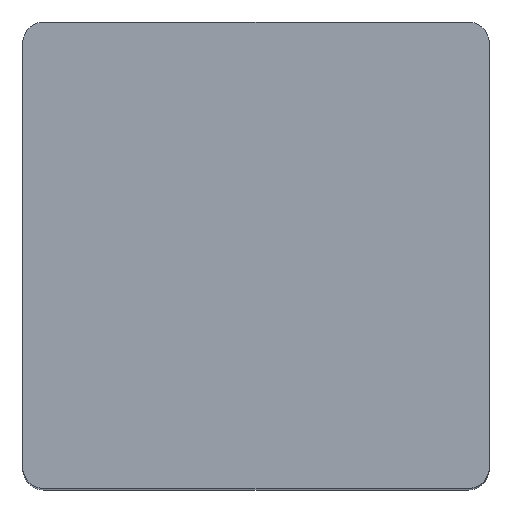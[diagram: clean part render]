
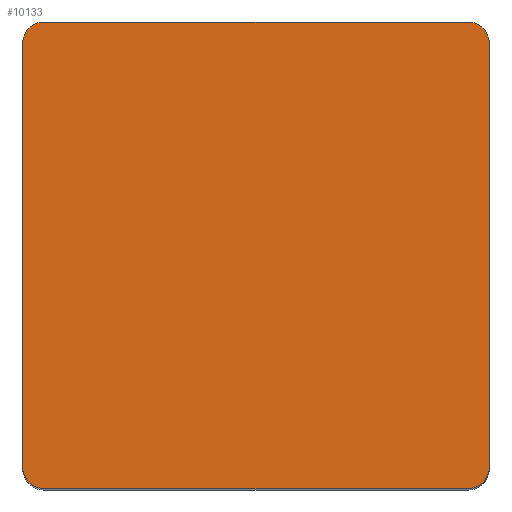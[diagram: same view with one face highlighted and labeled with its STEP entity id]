
A CAD part, top view. The second image highlights one B-rep face of the part: STEP entity #10133.
In plain terms, the highlighted face is planar.
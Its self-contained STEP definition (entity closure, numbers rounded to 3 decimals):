
#383 = LINE ( 'NONE', #9225, #10741 ) ;
#459 = VERTEX_POINT ( 'NONE', #974 ) ;
#554 = LINE ( 'NONE', #9397, #2608 ) ;
#719 = DIRECTION ( 'NONE',  ( 0., 1., 0. ) ) ;
#790 = CIRCLE ( 'NONE', #6168, 0.75 ) ;
#974 = CARTESIAN_POINT ( 'NONE',  ( 7.525, 0., 8.275 ) ) ;
#1036 = VERTEX_POINT ( 'NONE', #1918 ) ;
#1207 = CARTESIAN_POINT ( 'NONE',  ( -7.525, 0., -7.525 ) ) ;
#1250 = ORIENTED_EDGE ( 'NONE', *, *, #4983, .T. ) ;
#1322 = VERTEX_POINT ( 'NONE', #9649 ) ;
#1918 = CARTESIAN_POINT ( 'NONE',  ( -7.525, 0., 8.275 ) ) ;
#2004 = CARTESIAN_POINT ( 'NONE',  ( -7.525, 0., -7.525 ) ) ;
#2041 = ORIENTED_EDGE ( 'NONE', *, *, #7915, .T. ) ;
#2074 = ORIENTED_EDGE ( 'NONE', *, *, #11176, .T. ) ;
#2104 = ORIENTED_EDGE ( 'NONE', *, *, #5065, .T. ) ;
#2317 = AXIS2_PLACEMENT_3D ( 'NONE', #2004, #9233, #3976 ) ;
#2371 = VERTEX_POINT ( 'NONE', #5392 ) ;
#2459 = AXIS2_PLACEMENT_3D ( 'NONE', #1207, #6591, #9183 ) ;
#2465 = DIRECTION ( 'NONE',  ( -1., 0., 0. ) ) ;
#2467 = ORIENTED_EDGE ( 'NONE', *, *, #8186, .T. ) ;
#2608 = VECTOR ( 'NONE', #7609, 1000. ) ;
#3908 = DIRECTION ( 'NONE',  ( 0., 1., 0. ) ) ;
#3976 = DIRECTION ( 'NONE',  ( -1., 0., 0. ) ) ;
#4079 = CARTESIAN_POINT ( 'NONE',  ( -7.525, 0., 7.525 ) ) ;
#4359 = CIRCLE ( 'NONE', #8049, 0.75 ) ;
#4430 = CARTESIAN_POINT ( 'NONE',  ( -8.275, 0., -7.525 ) ) ;
#4445 = CIRCLE ( 'NONE', #7951, 0.75 ) ;
#4835 = DIRECTION ( 'NONE',  ( -1., 0., 0. ) ) ;
#4845 = PLANE ( 'NONE',  #2317 ) ;
#4848 = VECTOR ( 'NONE', #10446, 1000. ) ;
#4983 = EDGE_CURVE ( 'NONE', #5522, #1322, #383, .T. ) ;
#5065 = EDGE_CURVE ( 'NONE', #6807, #1036, #4445, .T. ) ;
#5111 = EDGE_LOOP ( 'NONE', ( #2041, #2467, #2104, #9896, #11255, #6543, #2074, #1250 ) ) ;
#5392 = CARTESIAN_POINT ( 'NONE',  ( 8.275, 0., 7.525 ) ) ;
#5436 = CARTESIAN_POINT ( 'NONE',  ( -8.275, 0., -7.525 ) ) ;
#5522 = VERTEX_POINT ( 'NONE', #8390 ) ;
#5822 = VERTEX_POINT ( 'NONE', #5436 ) ;
#5840 = EDGE_CURVE ( 'NONE', #2371, #10221, #10449, .T. ) ;
#5889 = DIRECTION ( 'NONE',  ( 0., 1., 0. ) ) ;
#6059 = EDGE_CURVE ( 'NONE', #1036, #459, #554, .T. ) ;
#6168 = AXIS2_PLACEMENT_3D ( 'NONE', #8538, #5889, #9454 ) ;
#6501 = VECTOR ( 'NONE', #7322, 1000. ) ;
#6543 = ORIENTED_EDGE ( 'NONE', *, *, #5840, .T. ) ;
#6591 = DIRECTION ( 'NONE',  ( 0., 1., 0. ) ) ;
#6807 = VERTEX_POINT ( 'NONE', #7161 ) ;
#7161 = CARTESIAN_POINT ( 'NONE',  ( -8.275, 0., 7.525 ) ) ;
#7322 = DIRECTION ( 'NONE',  ( 0., 0., -1. ) ) ;
#7609 = DIRECTION ( 'NONE',  ( 1., 0., 0. ) ) ;
#7915 = EDGE_CURVE ( 'NONE', #1322, #5822, #9279, .T. ) ;
#7951 = AXIS2_PLACEMENT_3D ( 'NONE', #4079, #719, #2465 ) ;
#8049 = AXIS2_PLACEMENT_3D ( 'NONE', #9224, #3908, #4835 ) ;
#8186 = EDGE_CURVE ( 'NONE', #5822, #6807, #11417, .T. ) ;
#8193 = DIRECTION ( 'NONE',  ( -1., 0., 0. ) ) ;
#8254 = CARTESIAN_POINT ( 'NONE',  ( 8.275, 0., 7.525 ) ) ;
#8317 = FACE_OUTER_BOUND ( 'NONE', #5111, .T. ) ;
#8390 = CARTESIAN_POINT ( 'NONE',  ( 7.525, 0., -8.275 ) ) ;
#8451 = EDGE_CURVE ( 'NONE', #459, #2371, #790, .T. ) ;
#8538 = CARTESIAN_POINT ( 'NONE',  ( 7.525, 0., 7.525 ) ) ;
#9183 = DIRECTION ( 'NONE',  ( -1., 0., 0. ) ) ;
#9224 = CARTESIAN_POINT ( 'NONE',  ( 7.525, 0., -7.525 ) ) ;
#9225 = CARTESIAN_POINT ( 'NONE',  ( 7.525, 0., -8.275 ) ) ;
#9233 = DIRECTION ( 'NONE',  ( 0., 1., 0. ) ) ;
#9279 = CIRCLE ( 'NONE', #2459, 0.75 ) ;
#9397 = CARTESIAN_POINT ( 'NONE',  ( -7.525, 0., 8.275 ) ) ;
#9454 = DIRECTION ( 'NONE',  ( -1., 0., 0. ) ) ;
#9649 = CARTESIAN_POINT ( 'NONE',  ( -7.525, 0., -8.275 ) ) ;
#9896 = ORIENTED_EDGE ( 'NONE', *, *, #6059, .T. ) ;
#10040 = CARTESIAN_POINT ( 'NONE',  ( 8.275, 0., -7.525 ) ) ;
#10133 = ADVANCED_FACE ( 'NONE', ( #8317 ), #4845, .T. ) ;
#10221 = VERTEX_POINT ( 'NONE', #10040 ) ;
#10446 = DIRECTION ( 'NONE',  ( 0., 0., 1. ) ) ;
#10449 = LINE ( 'NONE', #8254, #6501 ) ;
#10741 = VECTOR ( 'NONE', #8193, 1000. ) ;
#11176 = EDGE_CURVE ( 'NONE', #10221, #5522, #4359, .T. ) ;
#11255 = ORIENTED_EDGE ( 'NONE', *, *, #8451, .T. ) ;
#11417 = LINE ( 'NONE', #4430, #4848 ) ;
